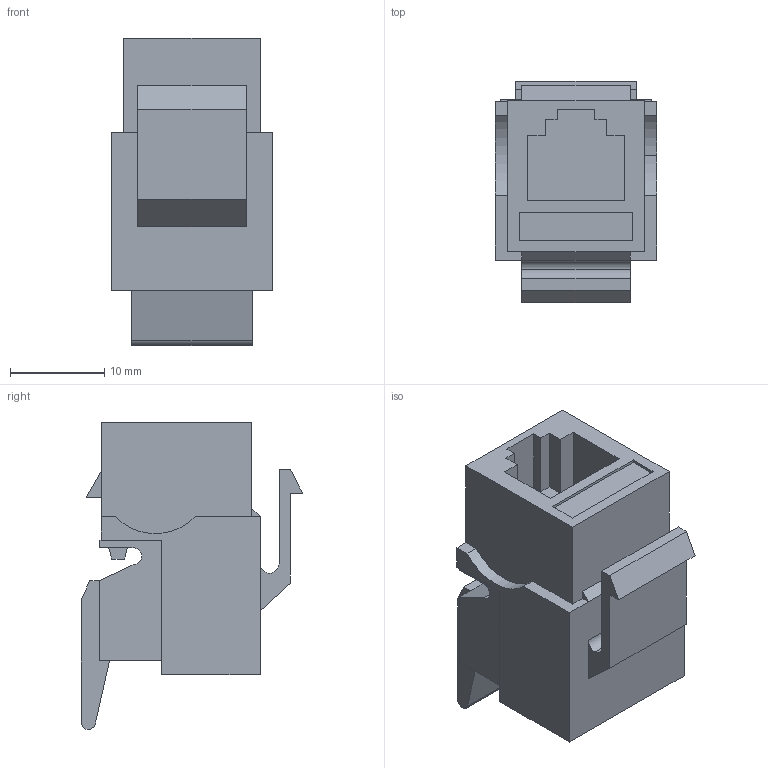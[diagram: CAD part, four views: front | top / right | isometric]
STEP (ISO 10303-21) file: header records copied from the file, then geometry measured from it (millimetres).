
FILE_DESCRIPTION (( 'STEP AP203' ), '1' );
FILE_NAME ('CS1-3C3U-11 ITK Ìîäóëü Keystone Jack êàò.3 RJ12, UTP, IDC 110, ãîðèçîíòàëüíàÿ çàäåëêà.STEP', '2016-09-29T06:43:32', ( '' ), ( '' ), 'SwSTEP 2.0', 'SolidWorks 2014', '' );
FILE_SCHEMA (( 'CONFIG_CONTROL_DESIGN' ));
Length unit declared in the file: millimetre
Products named in the file (2): CS1-3C3U-11 ITK Ìîäóëü Keystone Jack êàò.3 RJ12, UTP, IDC 110, ãîðèçîíòàëüíàÿ çàäåëêà
Bounding box: 17.2 x 23.5 x 32.6 mm (x, y, z)
Volume: 6868.9 mm3; surface area: 3376.1 mm2
Topology: 1 solids, 1 shells, 82 faces, 216 edges, 142 vertices
Faces by surface type: plane 74, cylinder 8
Entity records: 2643 total; most frequent: CARTESIAN_POINT 442, ORIENTED_EDGE 432, DIRECTION 400, EDGE_CURVE 216, LINE 200, VECTOR 200, VERTEX_POINT 142, AXIS2_PLACEMENT_3D 100
